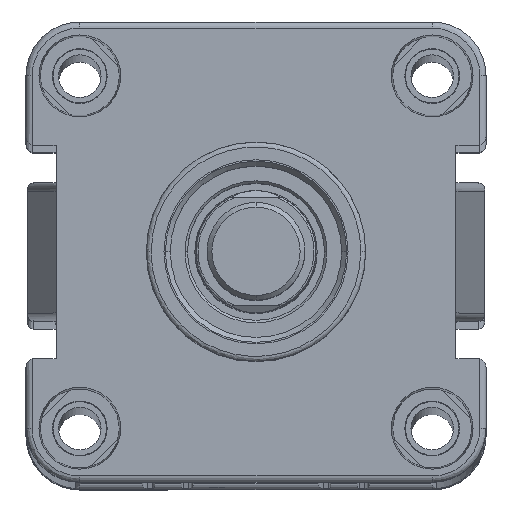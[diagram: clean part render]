
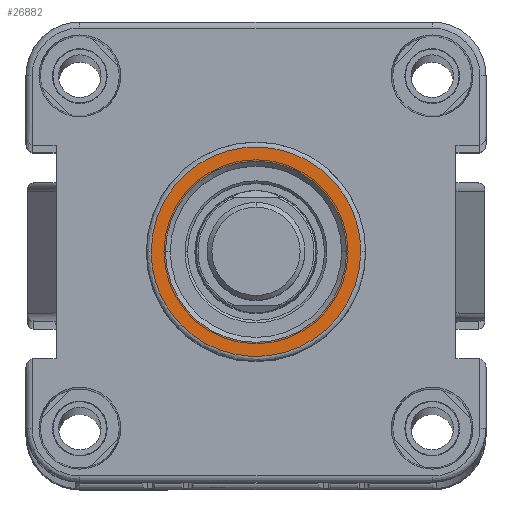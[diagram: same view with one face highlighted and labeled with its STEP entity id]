
A CAD part, top view. The second image highlights one B-rep face of the part: STEP entity #26882.
In plain terms, the highlighted face is planar.
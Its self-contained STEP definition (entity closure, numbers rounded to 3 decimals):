
#303 = EDGE_CURVE ( 'NONE', #24096, #9721, #7676, .T. ) ;
#711 = AXIS2_PLACEMENT_3D ( 'NONE', #1719, #10573, #8382 ) ;
#1719 = CARTESIAN_POINT ( 'NONE',  ( 166., 0., 0. ) ) ;
#1817 = FACE_BOUND ( 'NONE', #17910, .T. ) ;
#2080 = EDGE_LOOP ( 'NONE', ( #26517, #7517 ) ) ;
#2823 = CARTESIAN_POINT ( 'NONE',  ( 166., -42.8, -21.4 ) ) ;
#3036 = CARTESIAN_POINT ( 'NONE',  ( 166., 0., -21.4 ) ) ;
#4903 = CARTESIAN_POINT ( 'NONE',  ( 166., 0., 21.4 ) ) ;
#5085 = CARTESIAN_POINT ( 'NONE',  ( 166., 0., 21.4 ) ) ;
#5096 = DIRECTION ( 'NONE',  ( 0., 0., -1. ) ) ;
#5613 = ORIENTED_EDGE ( 'NONE', *, *, #303, .F. ) ;
#6340 = EDGE_CURVE ( 'NONE', #8557, #25519, #7972, .T. ) ;
#6884 = DIRECTION ( 'NONE',  ( 1., 0., 0. ) ) ;
#7423 = CARTESIAN_POINT ( 'NONE',  ( 166., 17.5, 0. ) ) ;
#7430 = CARTESIAN_POINT ( 'NONE',  ( 166., 42.8, -21.4 ) ) ;
#7517 = ORIENTED_EDGE ( 'NONE', *, *, #9016, .F. ) ;
#7676 = CIRCLE ( 'NONE', #711, 18.5 ) ;
#7972 =( BOUNDED_CURVE ( )  B_SPLINE_CURVE ( 3, ( #4903, #11488, #7430, #3036 ),
 .UNSPECIFIED., .F., .T. ) 
 B_SPLINE_CURVE_WITH_KNOTS ( ( 4, 4 ),
 ( 0., 1. ),
 .UNSPECIFIED. ) 
 CURVE ( )  GEOMETRIC_REPRESENTATION_ITEM ( )  RATIONAL_B_SPLINE_CURVE ( ( 1., 0.333, 0.333, 1. ) ) 
 REPRESENTATION_ITEM ( '' )  );
#8382 = DIRECTION ( 'NONE',  ( 0., 0., -1. ) ) ;
#8557 = VERTEX_POINT ( 'NONE', #5085 ) ;
#9016 = EDGE_CURVE ( 'NONE', #25519, #8557, #10792, .T. ) ;
#9187 = CARTESIAN_POINT ( 'NONE',  ( 166., 0., 0. ) ) ;
#9242 = CARTESIAN_POINT ( 'NONE',  ( 166., 0., 21.4 ) ) ;
#9721 = VERTEX_POINT ( 'NONE', #12316 ) ;
#10573 = DIRECTION ( 'NONE',  ( 1., 0., 0. ) ) ;
#10721 = AXIS2_PLACEMENT_3D ( 'NONE', #7423, #24614, #15850 ) ;
#10792 =( BOUNDED_CURVE ( )  B_SPLINE_CURVE ( 3, ( #11295, #2823, #21827, #9242 ),
 .UNSPECIFIED., .F., .T. ) 
 B_SPLINE_CURVE_WITH_KNOTS ( ( 4, 4 ),
 ( 0., 1. ),
 .UNSPECIFIED. ) 
 CURVE ( )  GEOMETRIC_REPRESENTATION_ITEM ( )  RATIONAL_B_SPLINE_CURVE ( ( 1., 0.333, 0.333, 1. ) ) 
 REPRESENTATION_ITEM ( '' )  );
#11295 = CARTESIAN_POINT ( 'NONE',  ( 166., 0., -21.4 ) ) ;
#11488 = CARTESIAN_POINT ( 'NONE',  ( 166., 42.8, 21.4 ) ) ;
#12316 = CARTESIAN_POINT ( 'NONE',  ( 166., 0., 18.5 ) ) ;
#13310 = CARTESIAN_POINT ( 'NONE',  ( 166., 0., -21.4 ) ) ;
#15850 = DIRECTION ( 'NONE',  ( 0., 0., 1. ) ) ;
#17651 = PLANE ( 'NONE',  #10721 ) ;
#17910 = EDGE_LOOP ( 'NONE', ( #5613, #22183 ) ) ;
#18488 = FACE_OUTER_BOUND ( 'NONE', #2080, .T. ) ;
#21827 = CARTESIAN_POINT ( 'NONE',  ( 166., -42.8, 21.4 ) ) ;
#22183 = ORIENTED_EDGE ( 'NONE', *, *, #26141, .F. ) ;
#23269 = CIRCLE ( 'NONE', #27034, 18.5 ) ;
#24096 = VERTEX_POINT ( 'NONE', #25833 ) ;
#24614 = DIRECTION ( 'NONE',  ( -1., 0., 0. ) ) ;
#25519 = VERTEX_POINT ( 'NONE', #13310 ) ;
#25833 = CARTESIAN_POINT ( 'NONE',  ( 166., 0., -18.5 ) ) ;
#26141 = EDGE_CURVE ( 'NONE', #9721, #24096, #23269, .T. ) ;
#26517 = ORIENTED_EDGE ( 'NONE', *, *, #6340, .F. ) ;
#26882 = ADVANCED_FACE ( 'NONE', ( #18488, #1817 ), #17651, .F. ) ;
#27034 = AXIS2_PLACEMENT_3D ( 'NONE', #9187, #6884, #5096 ) ;
